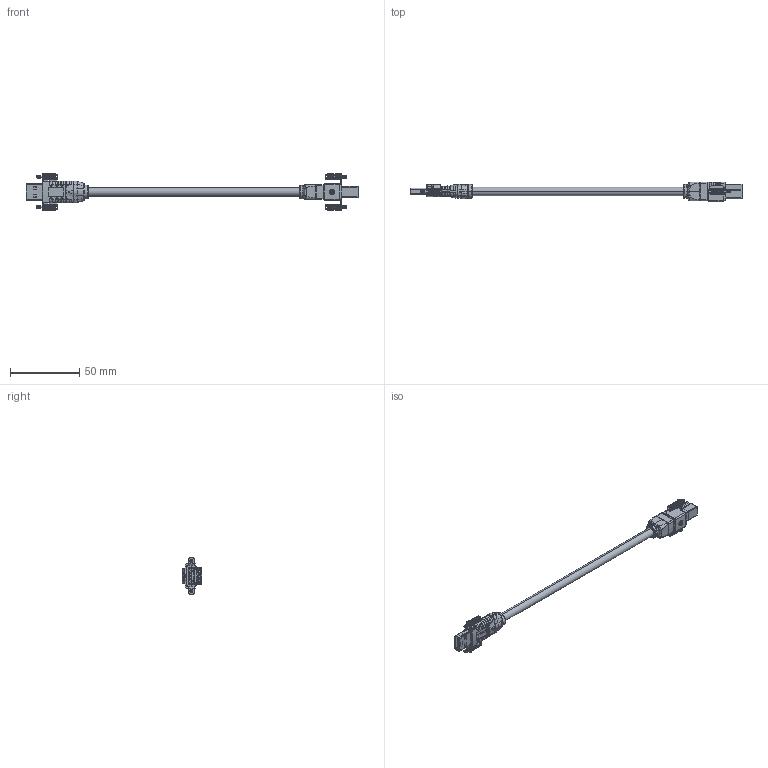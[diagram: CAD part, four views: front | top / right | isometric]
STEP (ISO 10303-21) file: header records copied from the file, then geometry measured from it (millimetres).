
FILE_DESCRIPTION (( 'STEP AP214' ), '1' );
FILE_NAME ('CAU3DCVISAB_3D.STEP', '2022-04-19T14:59:04', ( '' ), ( '' ), 'SwSTEP 2.0', 'SolidWorks 2021', '' );
FILE_SCHEMA (( 'AUTOMOTIVE_DESIGN' ));
Length unit declared in the file: inch
Products named in the file (45): Copy of Contact^USB B 3.0 (OD5.8 MH Threaded);     MSBR_12^Copy of USB A 3.0 3D Plug_USB A 3.0 (OD5.8 mh Threaded);     MSBR_7^Copy of USB A 3.0 3D Plug_USB A 3.0 (OD5.8 mh Threaded);     MSBR_0^Copy of USB A 3.0 3D Plug_USB A 3.0 (OD5.8 mh Threaded);     MSBR_11^Copy of USB A 3.0 3D Plug_USB A 3.0 (OD5.8 mh Threaded);     MSBR_9^Copy of USB A 3.0 3D Plug_USB A 3.0 (OD5.8 mh Threaded); Copy of screw-oa0^USB B 3.0 (OD5.8 MH Threaded); USB A 3.0 (OD5.8 mh Threaded);     MSBR_10^Copy of USB A 3.0 3D Plug_USB A 3.0 (OD5.8 mh Threaded); Copy of 錨璃1^USB B 3.0 (OD5.8 MH Threaded);     MSBR_14^Copy of USB A 3.0 3D Plug_USB A 3.0 (OD5.8 mh Threaded);     MSBR_17^Copy of USB A 3.0 3D Plug_USB A 3.0 (OD5.8 mh Threaded);     MSBR_13^Copy of USB A 3.0 3D Plug_USB A 3.0 (OD5.8 mh Threaded); Copy of DC-091 BOTTOM^USB B 3.0 (OD5.8 MH Threaded);     MSBR_19^Copy of USB A 3.0 3D Plug_USB A 3.0 (OD5.8 mh Threaded);     MSBR_4^Copy of USB A 3.0 3D Plug_USB A 3.0 (OD5.8 mh Threaded);     MSBR_18^Copy of USB A 3.0 3D Plug_USB A 3.0 (OD5.8 mh Threaded); Copy of m2.6 x 3^USB B 3.0 (OD5.8 MH Threaded);     MSBR_16^Copy of USB A 3.0 3D Plug_USB A 3.0 (OD5.8 mh Threaded);     MSBR_5^Copy of USB A 3.0 3D Plug_USB A 3.0 (OD5.8 mh Threaded); 1^Copy of USB A 3.0 3D Plug_USB A 3.0 (OD5.8 mh Threaded);     MSBR_1^Copy of USB A 3.0 3D Plug_USB A 3.0 (OD5.8 mh Threaded); Copy of Insulator^USB B 3.0 (OD5.8 MH Threaded);     MSBR_3^Copy of USB A 3.0 3D Plug_USB A 3.0 (OD5.8 mh Threaded); Copy of clip^USB A 3.0 (OD5.8 mh Threaded);     MSBR_15^Copy of USB A 3.0 3D Plug_USB A 3.0 (OD5.8 mh Threaded);     MSBR_20^Copy of USB A 3.0 3D Plug_USB A 3.0 (OD5.8 mh Threaded);     MSBR_2^Copy of USB A 3.0 3D Plug_USB A 3.0 (OD5.8 mh Threaded); ACAT6A-R 4S_0; Copy of DC-083 BOTTOM^USB A 3.0 (OD5.8 mh Threaded); Copy of USB A 3.0 3D Plug^USB A 3.0 (OD5.8 mh Threaded); Copy of DC-091 TOP^USB B 3.0 (OD5.8 MH Threaded); Copy of USB 3.0BM RING^USB B 3.0 (OD5.8 MH Threaded); HD-SCREW;     MSBR_6^Copy of USB A 3.0 3D Plug_USB A 3.0 (OD5.8 mh Threaded);     MSBR_8^Copy of USB A 3.0 3D Plug_USB A 3.0 (OD5.8 mh Threaded);     MSBR^Copy of USB A 3.0 3D Plug_USB A 3.0 (OD5.8 mh Threaded); CAU3DCVISAB_3D; Copy of Contact Top^USB B 3.0 (OD5.8 MH Threaded); Copy of USB3.0BM BRACKET^USB B 3.0 (OD5.8 MH Threaded) ...
Assembly tree (53 placements, depth 4):
  CAU3DCVISAB_3D
    USB 3.0 CABLE (THIN HVY DUTY)
    USB B 3.0 (OD5.8 MH Threaded)
      Copy of USB3.0BM BRACKET^USB B 3.0 (OD5.8 MH Threaded)
      Copy of USB 3.0BM RING^USB B 3.0 (OD5.8 MH Threaded)
      Copy of 錨璃1^USB B 3.0 (OD5.8 MH Threaded)
      Copy of screw^USB B 3.0 (OD5.8 MH Threaded)
      Copy of screw-oa0^USB B 3.0 (OD5.8 MH Threaded)
      Copy of DC-091 BOTTOM^USB B 3.0 (OD5.8 MH Threaded)
      Copy of DC-091 TOP^USB B 3.0 (OD5.8 MH Threaded)
      Copy of Insulator^USB B 3.0 (OD5.8 MH Threaded)
      Copy of Contact^USB B 3.0 (OD5.8 MH Threaded)  x4
      Copy of Contact Top^USB B 3.0 (OD5.8 MH Threaded)  x5
      Copy of m2.6 x 3^USB B 3.0 (OD5.8 MH Threaded)
    USB A 3.0 (OD5.8 mh Threaded)
      Copy of USB A 3.0 3D Plug^USB A 3.0 (OD5.8 mh Threaded)
            MSBR^Copy of USB A 3.0 3D Plug_USB A 3.0 (OD5.8 mh Threaded)
            MSBR_0^Copy of USB A 3.0 3D Plug_USB A 3.0 (OD5.8 mh Threaded)
            MSBR_1^Copy of USB A 3.0 3D Plug_USB A 3.0 (OD5.8 mh Threaded)
            MSBR_2^Copy of USB A 3.0 3D Plug_USB A 3.0 (OD5.8 mh Threaded)
            MSBR_3^Copy of USB A 3.0 3D Plug_USB A 3.0 (OD5.8 mh Threaded)
            MSBR_4^Copy of USB A 3.0 3D Plug_USB A 3.0 (OD5.8 mh Threaded)
            MSBR_5^Copy of USB A 3.0 3D Plug_USB A 3.0 (OD5.8 mh Threaded)
            MSBR_6^Copy of USB A 3.0 3D Plug_USB A 3.0 (OD5.8 mh Threaded)
            MSBR_7^Copy of USB A 3.0 3D Plug_USB A 3.0 (OD5.8 mh Threaded)
            MSBR_8^Copy of USB A 3.0 3D Plug_USB A 3.0 (OD5.8 mh Threaded)
            MSBR_9^Copy of USB A 3.0 3D Plug_USB A 3.0 (OD5.8 mh Threaded)
            MSBR_10^Copy of USB A 3.0 3D Plug_USB A 3.0 (OD5.8 mh Threaded)
            MSBR_11^Copy of USB A 3.0 3D Plug_USB A 3.0 (OD5.8 mh Threaded)
            MSBR_12^Copy of USB A 3.0 3D Plug_USB A 3.0 (OD5.8 mh Threaded)
            MSBR_13^Copy of USB A 3.0 3D Plug_USB A 3.0 (OD5.8 mh Threaded)
            MSBR_14^Copy of USB A 3.0 3D Plug_USB A 3.0 (OD5.8 mh Threaded)
            MSBR_15^Copy of USB A 3.0 3D Plug_USB A 3.0 (OD5.8 mh Threaded)
            MSBR_16^Copy of USB A 3.0 3D Plug_USB A 3.0 (OD5.8 mh Threaded)
            MSBR_17^Copy of USB A 3.0 3D Plug_USB A 3.0 (OD5.8 mh Threaded)
            MSBR_18^Copy of USB A 3.0 3D Plug_USB A 3.0 (OD5.8 mh Threaded)
            MSBR_19^Copy of USB A 3.0 3D Plug_USB A 3.0 (OD5.8 mh Threaded)
            MSBR_20^Copy of USB A 3.0 3D Plug_USB A 3.0 (OD5.8 mh Threaded)
        1^Copy of USB A 3.0 3D Plug_USB A 3.0 (OD5.8 mh Threaded)
      Copy of DC-083 BOTTOM^USB A 3.0 (OD5.8 mh Threaded)
      Copy of DC-083 TOP^USB A 3.0 (OD5.8 mh Threaded)
      Copy of clip^USB A 3.0 (OD5.8 mh Threaded)
      Copy of Locking Bracket^USB A 3.0 (OD5.8 mh Threaded)
      HD-SCREW  x2
      ACAT6A-R 4S_0
    ACAT6A-R 4S_0
Bounding box: 238.88 x 14.35 x 26.8 mm (x, y, z)
Volume: 10887 mm3; surface area: 19573.2 mm2
Topology: 50 solids, 50 shells, 5980 faces, 16098 edges, 10192 vertices
Faces by surface type: plane 3026, cylinder 1912, bspline 428, torus 376, cone 198, sphere 40
Entity records: 219310 total; most frequent: CARTESIAN_POINT 75938, ORIENTED_EDGE 30518, DIRECTION 27054, EDGE_CURVE 15259, VERTEX_POINT 9648, AXIS2_PLACEMENT_3D 9029, VECTOR 8996, LINE 8996
